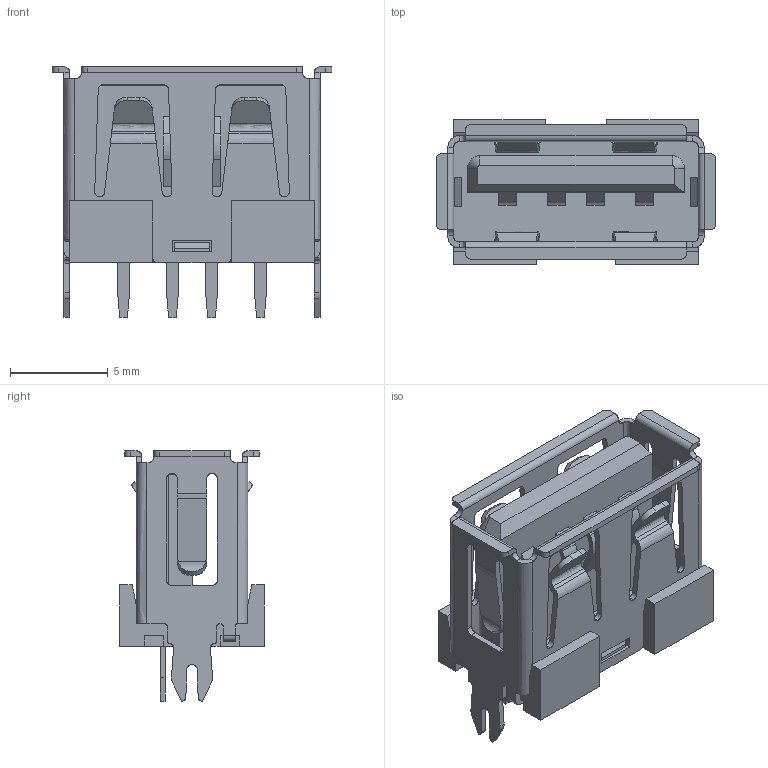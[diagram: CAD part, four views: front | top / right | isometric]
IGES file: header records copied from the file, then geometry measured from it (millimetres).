
Start section: SolidWorks IGES file using analytic representation for surfaces
Global section: file name: CKelleher'KUSBVLPX-AS1N-W_rA1.IGS; native system: SolidWorks 2014; preprocessor: SolidWorks 2014; author: Ckelleher; date: 151231.103019; units: millimetre
Bounding box: 14.3 x 7.4 x 12.8 mm (x, y, z)
Surface area: 1198.6 mm2 (no closed solid volume)
Topology: 0 solids, 0 shells, 397 faces, 3260 edges, 3260 vertices
Faces by surface type: bspline 253, revolution 144
